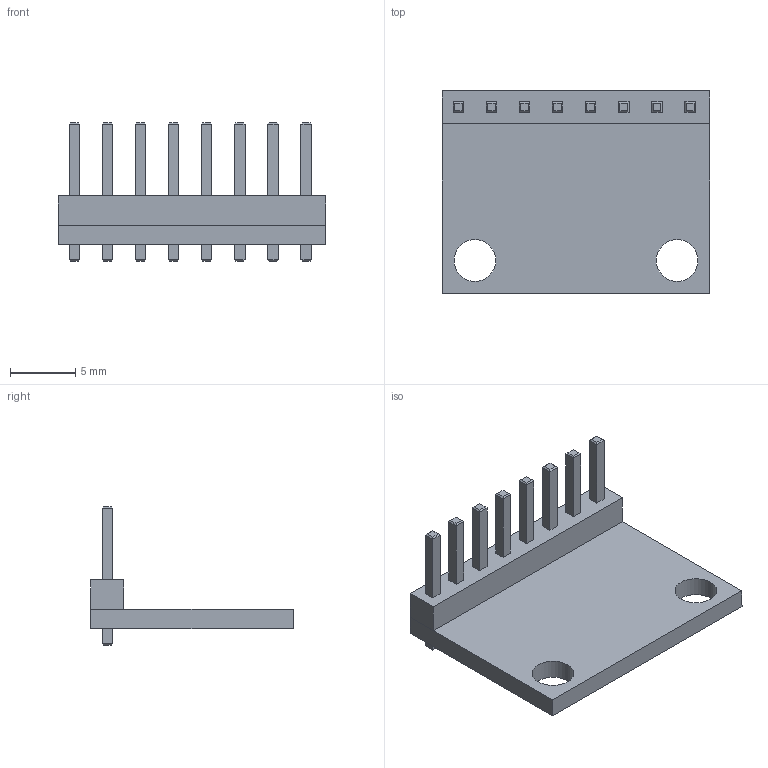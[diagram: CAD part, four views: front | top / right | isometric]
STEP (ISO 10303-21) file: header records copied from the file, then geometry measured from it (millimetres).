
FILE_DESCRIPTION(/* description */ (''),/* implementation_level */ '2;1');
FILE_NAME(/* name */ 'Generic ADXL345_v2.step',/* time_stamp */ '2023-05-23T22:30:52-06:00',/* author */ (''),/* organization */ (''),/* preprocessor_version */ 'ST-DEVELOPER v19.2',/* originating_system */ 'Autodesk Translation Framework v12.4.0.73',/* authorisation */ '');
FILE_SCHEMA (('AUTOMOTIVE_DESIGN { 1 0 10303 214 3 1 1 }'));
Length unit declared in the file: millimetre
Products named in the file (1): Generic ADXL345
Bounding box: 20.5 x 15.5 x 10.6 mm (x, y, z)
Volume: 604.3 mm3; surface area: 1180.1 mm2
Topology: 2 solids, 2 shells, 166 faces, 374 edges, 228 vertices
Faces by surface type: plane 156, cylinder 10
Full cylindrical faces by diameter (mm): 0.8 x8, 3.2 x2
Entity records: 4565 total; most frequent: CARTESIAN_POINT 769, ORIENTED_EDGE 748, DIRECTION 728, EDGE_CURVE 374, LINE 354, VECTOR 354, VERTEX_POINT 228, EDGE_LOOP 202
